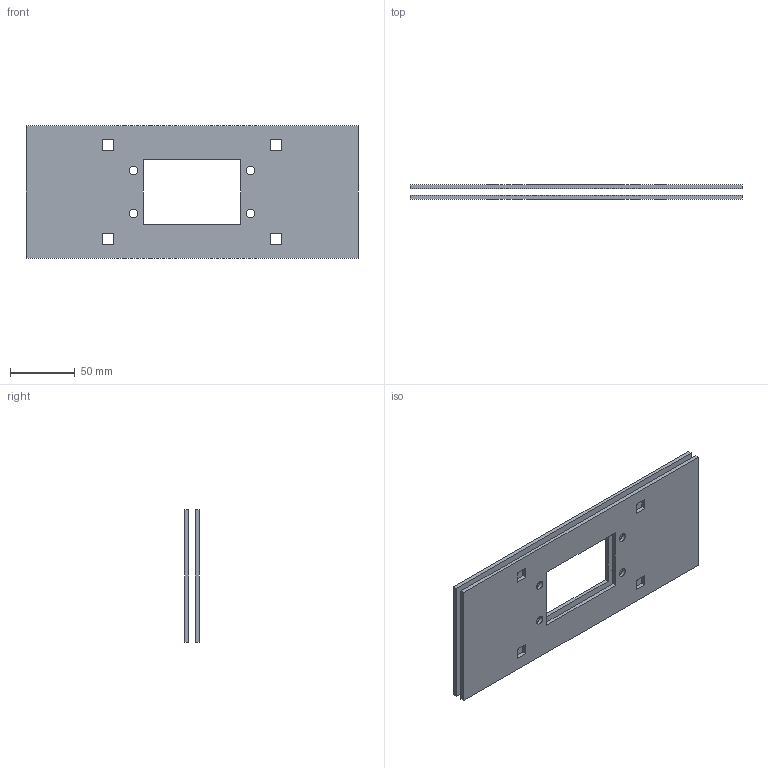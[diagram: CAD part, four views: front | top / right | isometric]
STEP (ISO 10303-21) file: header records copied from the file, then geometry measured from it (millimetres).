
FILE_DESCRIPTION(('STEP AP242'),'1');
FILE_NAME('nsychcob.stp','2021-09-26T13:18:51',('TraceParts'),('TraceParts S.A.'),'Spatial InterOp 3D',' ',' ');
FILE_SCHEMA(('AP242_MANAGED_MODEL_BASED_3D_ENGINEERING_MIM_LF {1 0 10303 442 1 1 4}'));
Length unit declared in the file: millimetre
Products named in the file (1): nsychcob_1
Bounding box: 256 x 11 x 102 mm (x, y, z)
Volume: 131538.1 mm3; surface area: 94818.2 mm2
Topology: 2 solids, 2 shells, 68 faces, 192 edges, 128 vertices
Faces by surface type: plane 52, cylinder 16
Entity records: 2279 total; most frequent: CARTESIAN_POINT 390, ORIENTED_EDGE 384, DIRECTION 364, EDGE_CURVE 192, LINE 160, VECTOR 160, VERTEX_POINT 128, EDGE_LOOP 104
